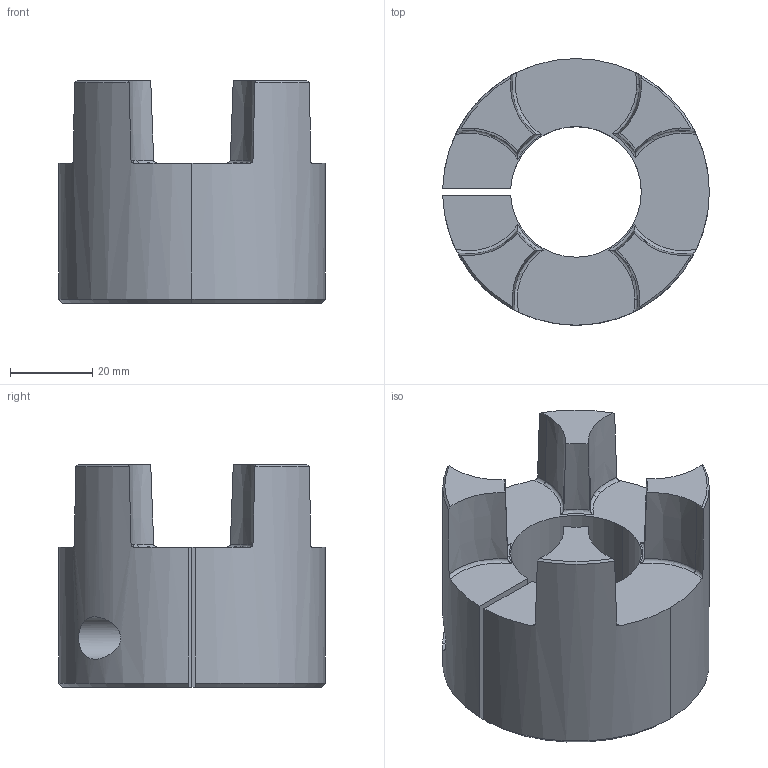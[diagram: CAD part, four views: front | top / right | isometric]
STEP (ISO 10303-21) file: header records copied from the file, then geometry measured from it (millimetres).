
FILE_DESCRIPTION (( 'STEP AP214' ), '1' );
FILE_NAME ('DC-JAC65-20.STEP', '2015-12-01T20:21:04', ( '' ), ( '' ), 'SwSTEP 2.0', 'SolidWorks 2015', '' );
FILE_SCHEMA (( 'AUTOMOTIVE_DESIGN' ));
Length unit declared in the file: millimetre
Products named in the file (1): DC-JAC65-20
Bounding box: 64.76 x 64.77 x 54.1 mm (x, y, z)
Volume: 95023.9 mm3; surface area: 21140.4 mm2
Topology: 1 solids, 1 shells, 55 faces, 144 edges, 91 vertices
Faces by surface type: cone 23, torus 14, cylinder 9, plane 9
Entity records: 1941 total; most frequent: CARTESIAN_POINT 575, DIRECTION 287, ORIENTED_EDGE 284, EDGE_CURVE 142, AXIS2_PLACEMENT_3D 133, VERTEX_POINT 91, CIRCLE 77, EDGE_LOOP 59
